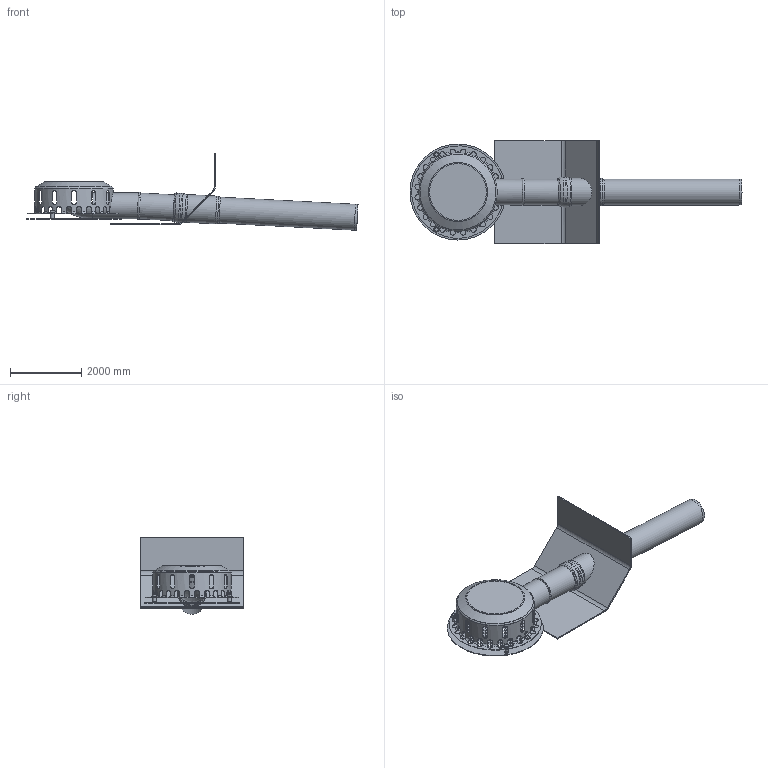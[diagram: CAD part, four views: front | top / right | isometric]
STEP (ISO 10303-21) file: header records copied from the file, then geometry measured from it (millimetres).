
FILE_DESCRIPTION(/* description */ (''),/* implementation_level */ '2;1');
FILE_NAME(/* name */ '01397.070X_3D.stp',/* time_stamp */ '2024-12-11T13:28:57+01:00',/* author */ ('CAD'),/* organization */ (''),/* preprocessor_version */ 'ST-DEVELOPER v20',/* originating_system */ 'AutoCAD Mechanical',/* authorisation */ '');
FILE_SCHEMA (('AUTOMOTIVE_DESIGN { 1 0 10303 214 3 1 1 }'));
Products named in the file (1): Product
Bounding box: 9339.95 x 2900 x 2149.14 mm (x, y, z)
Volume: 782825325 mm3; surface area: 95763254.5 mm2
Topology: 9 solids, 9 shells, 1773 faces, 5326 edges, 3533 vertices
Faces by surface type: plane 1544, cylinder 97, torus 67, cone 58, bspline 7
Full cylindrical faces by diameter (mm): 60 x2, 80 x2, 100 x2, 706 x3, 730 x4, 758 x1, 782 x1, 808 x1, 810 x1, 832 x1, 2180 x1, 2200 x1, 2700 x1
Entity records: 65859 total; most frequent: CARTESIAN_POINT 16725, ORIENTED_EDGE 10652, DIRECTION 8865, EDGE_CURVE 5326, LINE 4673, VECTOR 4673, VERTEX_POINT 3533, EDGE_LOOP 2525
